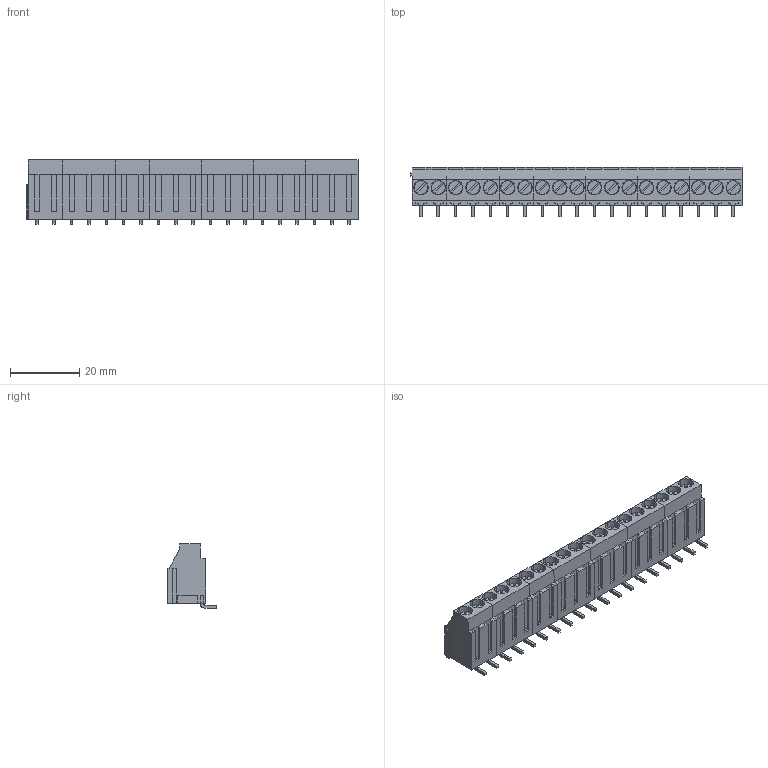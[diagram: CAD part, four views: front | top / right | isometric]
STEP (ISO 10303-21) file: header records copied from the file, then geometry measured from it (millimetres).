
FILE_DESCRIPTION(('CATIA V5 STEP','CAx-IF Rec.Pracs.--- Model Styling and Organization---1.2---2011-12-15'),'2;1');
FILE_NAME ('D1462026_0', '2017-01-24T05:03:36+00:00', ('none'), ('Weidmueller'), 'CATIA Version 5-6 Release 2014', 'CATIA V5 STEP AP214', 'none');
FILE_SCHEMA(('AUTOMOTIVE_DESIGN { 1 0 10303 214 1 1 1 1 }'));
Length unit declared in the file: millimetre
Products named in the file (1): 2429670000
Bounding box: 95.65 x 14.2 x 18.57 mm (x, y, z)
Volume: 12604.9 mm3; surface area: 12967 mm2
Topology: 45 solids, 45 shells, 1467 faces, 3846 edges, 2526 vertices
Faces by surface type: plane 1353, cylinder 76, extrusion 38
Entity records: 43998 total; most frequent: CARTESIAN_POINT 8528, ORIENTED_EDGE 7692, DIRECTION 5914, EDGE_CURVE 3846, VECTOR 3580, LINE 3542, VERTEX_POINT 2526, EDGE_LOOP 1524
